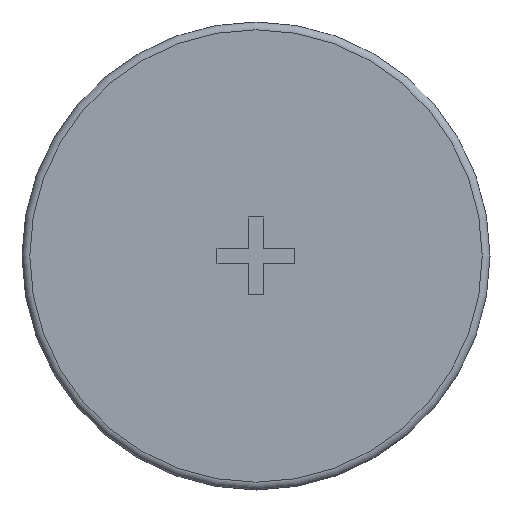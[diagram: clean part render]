
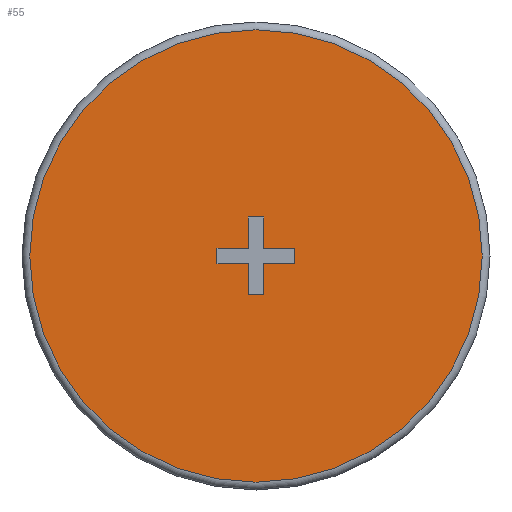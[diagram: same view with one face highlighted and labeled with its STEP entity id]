
A CAD part, front view. The second image highlights one B-rep face of the part: STEP entity #55.
In plain terms, the highlighted planar face has unit normal (0, -1, 0).
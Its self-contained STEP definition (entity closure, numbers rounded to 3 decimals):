
#55 = ADVANCED_FACE( '', ( #120, #121 ), #122, .F. );
#120 = FACE_BOUND( '', #197, .T. );
#121 = FACE_OUTER_BOUND( '', #198, .T. );
#122 = PLANE( '', #199 );
#197 = EDGE_LOOP( '', ( #290, #291, #292, #293, #294, #295, #296, #297, #298, #299, #300, #301 ) );
#198 = EDGE_LOOP( '', ( #302 ) );
#199 = AXIS2_PLACEMENT_3D( '', #303, #304, #305 );
#290 = ORIENTED_EDGE( '', *, *, #445, .T. );
#291 = ORIENTED_EDGE( '', *, *, #435, .F. );
#292 = ORIENTED_EDGE( '', *, *, #446, .T. );
#293 = ORIENTED_EDGE( '', *, *, #447, .T. );
#294 = ORIENTED_EDGE( '', *, *, #448, .T. );
#295 = ORIENTED_EDGE( '', *, *, #449, .T. );
#296 = ORIENTED_EDGE( '', *, *, #430, .T. );
#297 = ORIENTED_EDGE( '', *, *, #450, .T. );
#298 = ORIENTED_EDGE( '', *, *, #440, .T. );
#299 = ORIENTED_EDGE( '', *, *, #451, .T. );
#300 = ORIENTED_EDGE( '', *, *, #425, .T. );
#301 = ORIENTED_EDGE( '', *, *, #452, .T. );
#302 = ORIENTED_EDGE( '', *, *, #423, .T. );
#303 = CARTESIAN_POINT( '', ( 14.5, 0., 0. ) );
#304 = DIRECTION( '', ( 0., 1., 0. ) );
#305 = DIRECTION( '', ( 0., 0., 1. ) );
#423 = EDGE_CURVE( '', #488, #488, #489, .T. );
#425 = EDGE_CURVE( '', #491, #492, #493, .T. );
#430 = EDGE_CURVE( '', #500, #501, #502, .T. );
#435 = EDGE_CURVE( '', #509, #510, #511, .T. );
#440 = EDGE_CURVE( '', #518, #519, #520, .T. );
#445 = EDGE_CURVE( '', #527, #510, #528, .T. );
#446 = EDGE_CURVE( '', #509, #529, #530, .T. );
#447 = EDGE_CURVE( '', #529, #531, #532, .T. );
#448 = EDGE_CURVE( '', #531, #533, #534, .T. );
#449 = EDGE_CURVE( '', #533, #500, #535, .T. );
#450 = EDGE_CURVE( '', #501, #518, #536, .T. );
#451 = EDGE_CURVE( '', #519, #491, #537, .T. );
#452 = EDGE_CURVE( '', #492, #527, #538, .T. );
#488 = VERTEX_POINT( '', #583 );
#489 = CIRCLE( '', #584, 14.5 );
#491 = VERTEX_POINT( '', #586 );
#492 = VERTEX_POINT( '', #587 );
#493 = LINE( '', #588, #589 );
#500 = VERTEX_POINT( '', #599 );
#501 = VERTEX_POINT( '', #600 );
#502 = LINE( '', #601, #602 );
#509 = VERTEX_POINT( '', #612 );
#510 = VERTEX_POINT( '', #613 );
#511 = LINE( '', #614, #615 );
#518 = VERTEX_POINT( '', #625 );
#519 = VERTEX_POINT( '', #626 );
#520 = LINE( '', #627, #628 );
#527 = VERTEX_POINT( '', #638 );
#528 = LINE( '', #639, #640 );
#529 = VERTEX_POINT( '', #641 );
#530 = LINE( '', #642, #643 );
#531 = VERTEX_POINT( '', #644 );
#532 = LINE( '', #645, #646 );
#533 = VERTEX_POINT( '', #647 );
#534 = LINE( '', #648, #649 );
#535 = LINE( '', #650, #651 );
#536 = LINE( '', #652, #653 );
#537 = LINE( '', #654, #655 );
#538 = LINE( '', #656, #657 );
#583 = CARTESIAN_POINT( '', ( 0., 0., -14.5 ) );
#584 = AXIS2_PLACEMENT_3D( '', #714, #715, #716 );
#586 = CARTESIAN_POINT( '', ( -0.5, 0., 2.5 ) );
#587 = CARTESIAN_POINT( '', ( 0.5, 0., 2.5 ) );
#588 = CARTESIAN_POINT( '', ( -0.5, 0., 2.5 ) );
#589 = VECTOR( '', #717, 1000. );
#599 = CARTESIAN_POINT( '', ( -0.5, 0., -0.5 ) );
#600 = CARTESIAN_POINT( '', ( -2.5, 0., -0.5 ) );
#601 = CARTESIAN_POINT( '', ( -0.5, 0., -0.5 ) );
#602 = VECTOR( '', #721, 1000. );
#612 = CARTESIAN_POINT( '', ( 2.5, 0., -0.5 ) );
#613 = CARTESIAN_POINT( '', ( 2.5, 0., 0.5 ) );
#614 = CARTESIAN_POINT( '', ( 2.5, 0., 0. ) );
#615 = VECTOR( '', #725, 1000. );
#625 = CARTESIAN_POINT( '', ( -2.5, 0., 0.5 ) );
#626 = CARTESIAN_POINT( '', ( -0.5, 0., 0.5 ) );
#627 = CARTESIAN_POINT( '', ( -2.5, 0., 0.5 ) );
#628 = VECTOR( '', #729, 1000. );
#638 = CARTESIAN_POINT( '', ( 0.5, 0., 0.5 ) );
#639 = CARTESIAN_POINT( '', ( 0.5, 0., 0.5 ) );
#640 = VECTOR( '', #733, 1000. );
#641 = CARTESIAN_POINT( '', ( 0.5, 0., -0.5 ) );
#642 = CARTESIAN_POINT( '', ( 2.5, 0., -0.5 ) );
#643 = VECTOR( '', #734, 1000. );
#644 = CARTESIAN_POINT( '', ( 0.5, 0., -2.5 ) );
#645 = CARTESIAN_POINT( '', ( 0.5, 0., -0.5 ) );
#646 = VECTOR( '', #735, 1000. );
#647 = CARTESIAN_POINT( '', ( -0.5, 0., -2.5 ) );
#648 = CARTESIAN_POINT( '', ( 0.5, 0., -2.5 ) );
#649 = VECTOR( '', #736, 1000. );
#650 = CARTESIAN_POINT( '', ( -0.5, 0., -2.5 ) );
#651 = VECTOR( '', #737, 1000. );
#652 = CARTESIAN_POINT( '', ( -2.5, 0., -0.5 ) );
#653 = VECTOR( '', #738, 1000. );
#654 = CARTESIAN_POINT( '', ( -0.5, 0., 0.5 ) );
#655 = VECTOR( '', #739, 1000. );
#656 = CARTESIAN_POINT( '', ( 0.5, 0., 2.5 ) );
#657 = VECTOR( '', #740, 1000. );
#714 = CARTESIAN_POINT( '', ( 0., 0., 0. ) );
#715 = DIRECTION( '', ( 0., -1., 0. ) );
#716 = DIRECTION( '', ( 0., 0., -1. ) );
#717 = DIRECTION( '', ( 1., 0., 0. ) );
#721 = DIRECTION( '', ( -1., 0., 0. ) );
#725 = DIRECTION( '', ( 0., 0., 1. ) );
#729 = DIRECTION( '', ( 1., 0., 0. ) );
#733 = DIRECTION( '', ( 1., 0., 0. ) );
#734 = DIRECTION( '', ( -1., 0., 0. ) );
#735 = DIRECTION( '', ( 0., 0., -1. ) );
#736 = DIRECTION( '', ( -1., 0., 0. ) );
#737 = DIRECTION( '', ( 0., 0., 1. ) );
#738 = DIRECTION( '', ( 0., 0., 1. ) );
#739 = DIRECTION( '', ( 0., 0., 1. ) );
#740 = DIRECTION( '', ( 0., 0., -1. ) );
